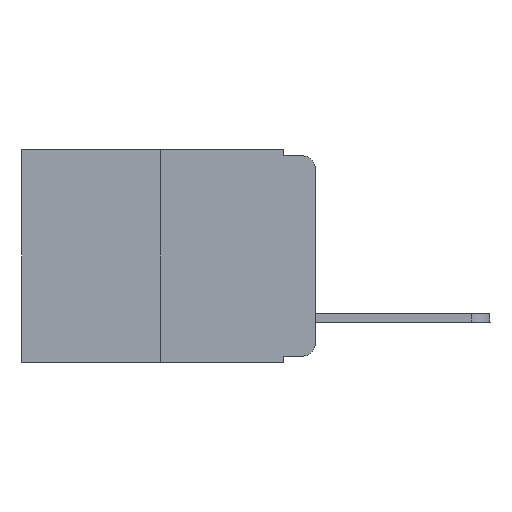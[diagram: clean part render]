
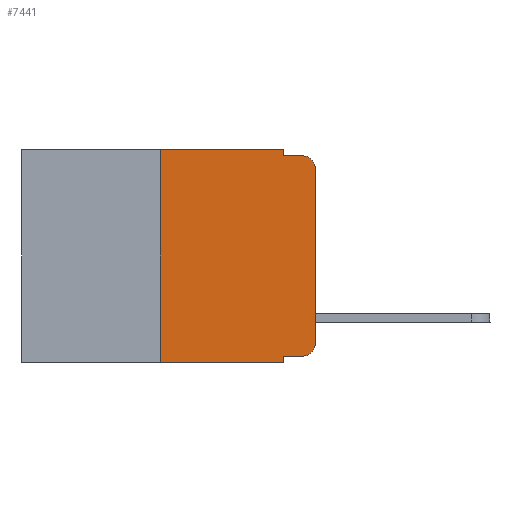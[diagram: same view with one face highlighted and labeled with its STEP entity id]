
A CAD part, left-side view. The second image highlights one B-rep face of the part: STEP entity #7441.
In plain terms, the highlighted planar face has unit normal (-1, 0, 0).
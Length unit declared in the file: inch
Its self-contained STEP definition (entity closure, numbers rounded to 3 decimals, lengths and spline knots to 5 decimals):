
#139 = ORIENTED_EDGE ( 'NONE', *, *, #11943, .T. ) ;
#291 = ORIENTED_EDGE ( 'NONE', *, *, #11018, .T. ) ;
#297 = VERTEX_POINT ( 'NONE', #13284 ) ;
#522 = DIRECTION ( 'NONE',  ( 0., 0., 1. ) ) ;
#749 = VECTOR ( 'NONE', #522, 39.37008 ) ;
#780 = VERTEX_POINT ( 'NONE', #8528 ) ;
#1030 = ORIENTED_EDGE ( 'NONE', *, *, #5107, .F. ) ;
#1054 = CARTESIAN_POINT ( 'NONE',  ( 0., 0.051, -0.01 ) ) ;
#1329 = CARTESIAN_POINT ( 'NONE',  ( 0., 0.02, -0.333 ) ) ;
#1467 = DIRECTION ( 'NONE',  ( 0., 0., -1. ) ) ;
#1506 = VERTEX_POINT ( 'NONE', #9308 ) ;
#1549 = CARTESIAN_POINT ( 'NONE',  ( 0., 0.473, -0.343 ) ) ;
#1783 = VERTEX_POINT ( 'NONE', #1329 ) ;
#1802 = EDGE_CURVE ( 'NONE', #9064, #8787, #4846, .T. ) ;
#2015 = DIRECTION ( 'NONE',  ( 0., 0., 1. ) ) ;
#2205 = DIRECTION ( 'NONE',  ( 0., -1., 0. ) ) ;
#2264 = FACE_OUTER_BOUND ( 'NONE', #4131, .T. ) ;
#2338 = AXIS2_PLACEMENT_3D ( 'NONE', #4841, #6799, #8682 ) ;
#2611 = ORIENTED_EDGE ( 'NONE', *, *, #13470, .F. ) ;
#2656 = VERTEX_POINT ( 'NONE', #5282 ) ;
#2671 = PLANE ( 'NONE',  #5106 ) ;
#3052 = CARTESIAN_POINT ( 'NONE',  ( 0., 0., 0. ) ) ;
#3812 = LINE ( 'NONE', #3052, #13382 ) ;
#3917 = CARTESIAN_POINT ( 'NONE',  ( 0., 0.473, 0. ) ) ;
#4007 = VECTOR ( 'NONE', #12734, 39.37008 ) ;
#4131 = EDGE_LOOP ( 'NONE', ( #139, #291, #4843, #2611, #10298, #1030, #4562, #8511, #8364, #4492 ) ) ;
#4492 = ORIENTED_EDGE ( 'NONE', *, *, #10083, .T. ) ;
#4536 = DIRECTION ( 'NONE',  ( 0., -1., 0. ) ) ;
#4562 = ORIENTED_EDGE ( 'NONE', *, *, #6865, .T. ) ;
#4636 = CARTESIAN_POINT ( 'NONE',  ( 0., 0.051, -0.333 ) ) ;
#4698 = CARTESIAN_POINT ( 'NONE',  ( 0., 0.02, -0.03 ) ) ;
#4713 = VERTEX_POINT ( 'NONE', #6500 ) ;
#4841 = CARTESIAN_POINT ( 'NONE',  ( 0., 0.02, -0.313 ) ) ;
#4843 = ORIENTED_EDGE ( 'NONE', *, *, #14374, .F. ) ;
#4846 = LINE ( 'NONE', #9085, #14228 ) ;
#5042 = DIRECTION ( 'NONE',  ( 1., 0., 0. ) ) ;
#5106 = AXIS2_PLACEMENT_3D ( 'NONE', #3917, #5042, #12804 ) ;
#5107 = EDGE_CURVE ( 'NONE', #2656, #10160, #12582, .T. ) ;
#5282 = CARTESIAN_POINT ( 'NONE',  ( 0., 0.25, -0.343 ) ) ;
#5441 = CIRCLE ( 'NONE', #12697, 0.02 ) ;
#5869 = CARTESIAN_POINT ( 'NONE',  ( 0., 0.051, -0.01 ) ) ;
#5926 = VECTOR ( 'NONE', #4536, 39.37008 ) ;
#6052 = CARTESIAN_POINT ( 'NONE',  ( 0., 0.051, 0. ) ) ;
#6088 = LINE ( 'NONE', #4636, #5926 ) ;
#6333 = CARTESIAN_POINT ( 'NONE',  ( 0., 0.473, 0. ) ) ;
#6500 = CARTESIAN_POINT ( 'NONE',  ( 0., 0.051, 0. ) ) ;
#6799 = DIRECTION ( 'NONE',  ( -1., 0., 0. ) ) ;
#6848 = DIRECTION ( 'NONE',  ( -1., 0., 0. ) ) ;
#6865 = EDGE_CURVE ( 'NONE', #2656, #8787, #10475, .T. ) ;
#6907 = VECTOR ( 'NONE', #1467, 39.37008 ) ;
#7308 = VERTEX_POINT ( 'NONE', #5869 ) ;
#7441 = ADVANCED_FACE ( 'NONE', ( #2264 ), #2671, .F. ) ;
#7747 = LINE ( 'NONE', #1054, #14364 ) ;
#7752 = CARTESIAN_POINT ( 'NONE',  ( 0., 0.051, -0.333 ) ) ;
#8364 = ORIENTED_EDGE ( 'NONE', *, *, #11601, .T. ) ;
#8511 = ORIENTED_EDGE ( 'NONE', *, *, #1802, .F. ) ;
#8528 = CARTESIAN_POINT ( 'NONE',  ( 0., 0., -0.03 ) ) ;
#8682 = DIRECTION ( 'NONE',  ( 0., 0., -1. ) ) ;
#8787 = VERTEX_POINT ( 'NONE', #12912 ) ;
#9064 = VERTEX_POINT ( 'NONE', #7752 ) ;
#9085 = CARTESIAN_POINT ( 'NONE',  ( 0., 0.051, 0. ) ) ;
#9145 = DIRECTION ( 'NONE',  ( 0., 0., -1. ) ) ;
#9308 = CARTESIAN_POINT ( 'NONE',  ( 0., 0.02, -0.01 ) ) ;
#9882 = LINE ( 'NONE', #6052, #6907 ) ;
#10083 = EDGE_CURVE ( 'NONE', #1783, #297, #14296, .T. ) ;
#10160 = VERTEX_POINT ( 'NONE', #10824 ) ;
#10264 = DIRECTION ( 'NONE',  ( 0., 0., -1. ) ) ;
#10298 = ORIENTED_EDGE ( 'NONE', *, *, #14073, .F. ) ;
#10475 = LINE ( 'NONE', #1549, #4007 ) ;
#10824 = CARTESIAN_POINT ( 'NONE',  ( 0., 0.25, 0. ) ) ;
#11018 = EDGE_CURVE ( 'NONE', #780, #1506, #5441, .T. ) ;
#11601 = EDGE_CURVE ( 'NONE', #9064, #1783, #6088, .T. ) ;
#11943 = EDGE_CURVE ( 'NONE', #297, #780, #3812, .T. ) ;
#12582 = LINE ( 'NONE', #12641, #749 ) ;
#12641 = CARTESIAN_POINT ( 'NONE',  ( 0., 0.25, 0. ) ) ;
#12697 = AXIS2_PLACEMENT_3D ( 'NONE', #4698, #6848, #9145 ) ;
#12734 = DIRECTION ( 'NONE',  ( 0., -1., 0. ) ) ;
#12787 = DIRECTION ( 'NONE',  ( 0., -1., 0. ) ) ;
#12804 = DIRECTION ( 'NONE',  ( 0., 0., -1. ) ) ;
#12876 = LINE ( 'NONE', #6333, #14412 ) ;
#12912 = CARTESIAN_POINT ( 'NONE',  ( 0., 0.051, -0.343 ) ) ;
#13284 = CARTESIAN_POINT ( 'NONE',  ( 0., 0., -0.313 ) ) ;
#13382 = VECTOR ( 'NONE', #2015, 39.37008 ) ;
#13470 = EDGE_CURVE ( 'NONE', #4713, #7308, #9882, .T. ) ;
#14073 = EDGE_CURVE ( 'NONE', #10160, #4713, #12876, .T. ) ;
#14228 = VECTOR ( 'NONE', #10264, 39.37008 ) ;
#14296 = CIRCLE ( 'NONE', #2338, 0.02 ) ;
#14364 = VECTOR ( 'NONE', #2205, 39.37008 ) ;
#14374 = EDGE_CURVE ( 'NONE', #7308, #1506, #7747, .T. ) ;
#14412 = VECTOR ( 'NONE', #12787, 39.37008 ) ;
